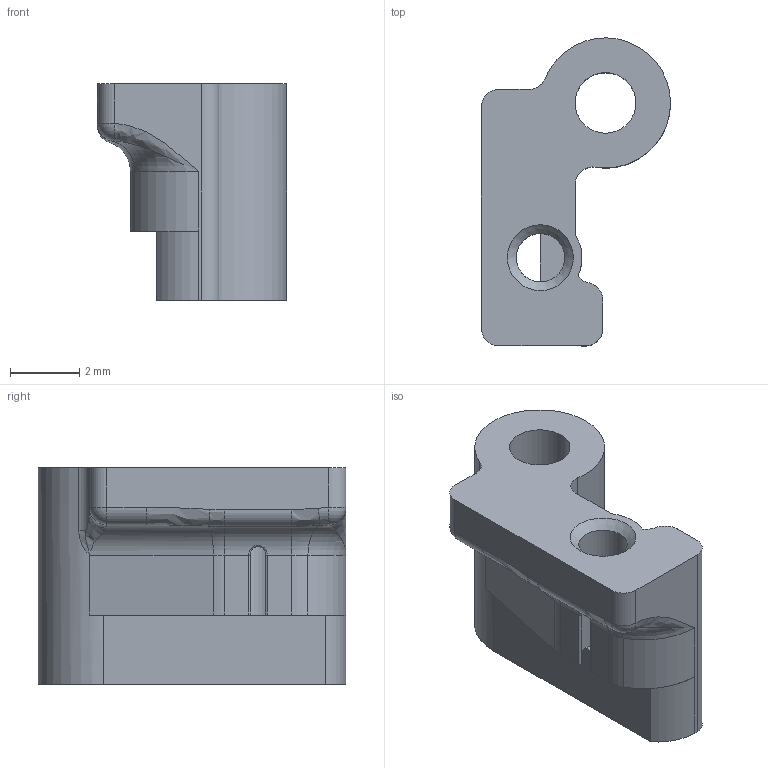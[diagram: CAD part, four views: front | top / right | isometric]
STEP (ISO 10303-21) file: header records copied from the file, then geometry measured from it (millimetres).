
FILE_DESCRIPTION(/* description */ (''),/* implementation_level */ '2;1');
FILE_NAME(/* name */ 'K8800-EXSENS MODIFICATION 20-11-2017.stp',/* time_stamp */ '2017-11-20T14:37:48+01:00',/* author */ ('jange'),/* organization */ (''),/* preprocessor_version */ 'ST-DEVELOPER v16.5',/* originating_system */ 'Autodesk Inventor 2017',/* authorisation */ '');
FILE_SCHEMA (('AUTOMOTIVE_DESIGN { 1 0 10303 214 3 1 1 }'));
Length unit declared in the file: millimetre
Products named in the file (1): K8800-EXSENS MODIFICATION 20-11-2017
Bounding box: 5.45 x 8.88 x 6.25 mm (x, y, z)
Volume: 123.4 mm3; surface area: 254 mm2
Topology: 1 solids, 1 shells, 54 faces, 135 edges, 79 vertices
Faces by surface type: cylinder 22, plane 16, bspline 10, torus 3, sphere 2, cone 1
Full cylindrical faces by diameter (mm): 1.4 x1, 1.75 x1
Entity records: 1874 total; most frequent: CARTESIAN_POINT 602, DIRECTION 262, ORIENTED_EDGE 256, EDGE_CURVE 128, AXIS2_PLACEMENT_3D 104, VERTEX_POINT 78, EDGE_LOOP 60, CIRCLE 55
